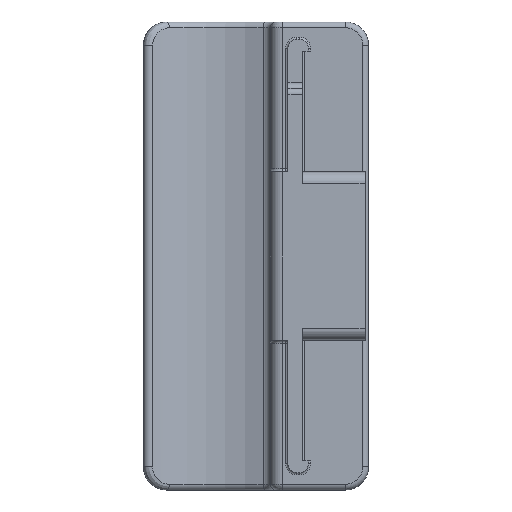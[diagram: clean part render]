
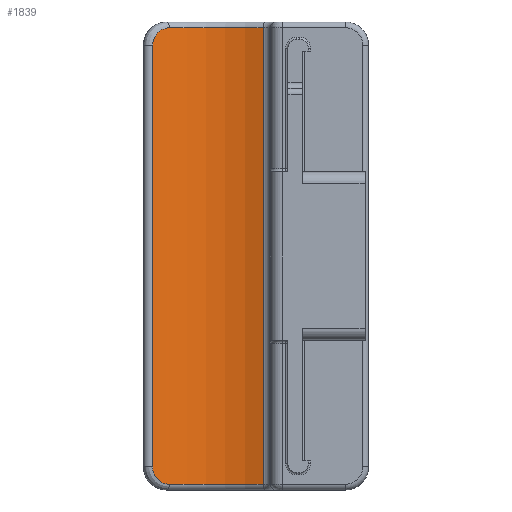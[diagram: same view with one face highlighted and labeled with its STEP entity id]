
A CAD part, left-side view. The second image highlights one B-rep face of the part: STEP entity #1839.
In plain terms, the highlighted cylindrical face has radius 10 mm (diameter 20 mm), a partial arc.
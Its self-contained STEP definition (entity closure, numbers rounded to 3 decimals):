
#182=FACE_OUTER_BOUND('',#294,.T.);
#294=EDGE_LOOP('',(#1626,#1627,#1628,#1629,#1630,#1631));
#325=CIRCLE('',#1890,10.);
#331=CIRCLE('',#1898,10.);
#437=LINE('',#2823,#569);
#534=LINE('',#3538,#666);
#569=VECTOR('',#2158,10.);
#666=VECTOR('',#2581,10.);
#693=B_SPLINE_CURVE_WITH_KNOTS('',3,(#2811,#2812,#2813,#2814,#2815,#2816,
#2817),.UNSPECIFIED.,.F.,.F.,(4,1,1,1,4),(0.,0.109,0.182,
0.218,0.255),.UNSPECIFIED.);
#695=B_SPLINE_CURVE_WITH_KNOTS('',3,(#2876,#2877,#2878,#2879,#2880,#2881,
#2882),.UNSPECIFIED.,.F.,.F.,(4,1,1,1,4),(0.,0.036,0.073,
0.146,0.255),.UNSPECIFIED.);
#726=VERTEX_POINT('',#2748);
#728=VERTEX_POINT('',#2754);
#730=VERTEX_POINT('',#2801);
#732=VERTEX_POINT('',#2819);
#734=VERTEX_POINT('',#2866);
#736=VERTEX_POINT('',#2884);
#901=EDGE_CURVE('',#726,#728,#325,.T.);
#904=EDGE_CURVE('',#728,#730,#693,.T.);
#907=EDGE_CURVE('',#730,#732,#437,.T.);
#910=EDGE_CURVE('',#732,#734,#695,.T.);
#913=EDGE_CURVE('',#734,#736,#331,.T.);
#1112=EDGE_CURVE('',#736,#726,#534,.T.);
#1626=ORIENTED_EDGE('',*,*,#901,.F.);
#1627=ORIENTED_EDGE('',*,*,#1112,.F.);
#1628=ORIENTED_EDGE('',*,*,#913,.F.);
#1629=ORIENTED_EDGE('',*,*,#910,.F.);
#1630=ORIENTED_EDGE('',*,*,#907,.F.);
#1631=ORIENTED_EDGE('',*,*,#904,.F.);
#1737=CYLINDRICAL_SURFACE('',#2074,10.);
#1839=ADVANCED_FACE('',(#182),#1737,.F.);
#1890=AXIS2_PLACEMENT_3D('',#2758,#2149,#2150);
#1898=AXIS2_PLACEMENT_3D('',#2888,#2167,#2168);
#2074=AXIS2_PLACEMENT_3D('',#3578,#2629,#2630);
#2149=DIRECTION('center_axis',(0.,0.,1.));
#2150=DIRECTION('ref_axis',(0.999,0.054,0.));
#2158=DIRECTION('',(0.,0.,1.));
#2167=DIRECTION('center_axis',(0.,0.,-1.));
#2168=DIRECTION('ref_axis',(0.999,0.054,0.));
#2581=DIRECTION('',(0.,0.,-1.));
#2629=DIRECTION('center_axis',(0.,0.,-1.));
#2630=DIRECTION('ref_axis',(0.903,0.43,0.));
#2748=CARTESIAN_POINT('',(87.375,-3.417,4.4));
#2754=CARTESIAN_POINT('',(87.038,4.676,4.4));
#2758=CARTESIAN_POINT('Origin',(78.071,0.249,4.4));
#2801=CARTESIAN_POINT('',(86.178,6.104,5.9));
#2811=CARTESIAN_POINT('Ctrl Pts',(87.038,4.676,4.4));
#2812=CARTESIAN_POINT('Ctrl Pts',(86.885,4.987,4.4));
#2813=CARTESIAN_POINT('Ctrl Pts',(86.6,5.489,4.576));
#2814=CARTESIAN_POINT('Ctrl Pts',(86.313,5.915,5.092));
#2815=CARTESIAN_POINT('Ctrl Pts',(86.198,6.076,5.536));
#2816=CARTESIAN_POINT('Ctrl Pts',(86.178,6.104,5.779));
#2817=CARTESIAN_POINT('Ctrl Pts',(86.178,6.104,5.9));
#2819=CARTESIAN_POINT('',(86.178,6.104,42.232));
#2823=CARTESIAN_POINT('',(86.178,6.104,3.9));
#2866=CARTESIAN_POINT('',(87.038,4.676,43.732));
#2876=CARTESIAN_POINT('Ctrl Pts',(86.178,6.104,42.232));
#2877=CARTESIAN_POINT('Ctrl Pts',(86.178,6.104,42.353));
#2878=CARTESIAN_POINT('Ctrl Pts',(86.198,6.076,42.596));
#2879=CARTESIAN_POINT('Ctrl Pts',(86.313,5.915,43.04));
#2880=CARTESIAN_POINT('Ctrl Pts',(86.6,5.489,43.555));
#2881=CARTESIAN_POINT('Ctrl Pts',(86.885,4.987,43.732));
#2882=CARTESIAN_POINT('Ctrl Pts',(87.038,4.676,43.732));
#2884=CARTESIAN_POINT('',(87.375,-3.417,43.732));
#2888=CARTESIAN_POINT('Origin',(78.071,0.249,43.732));
#3538=CARTESIAN_POINT('',(87.375,-3.417,3.9));
#3578=CARTESIAN_POINT('Origin',(78.071,0.249,3.9));
